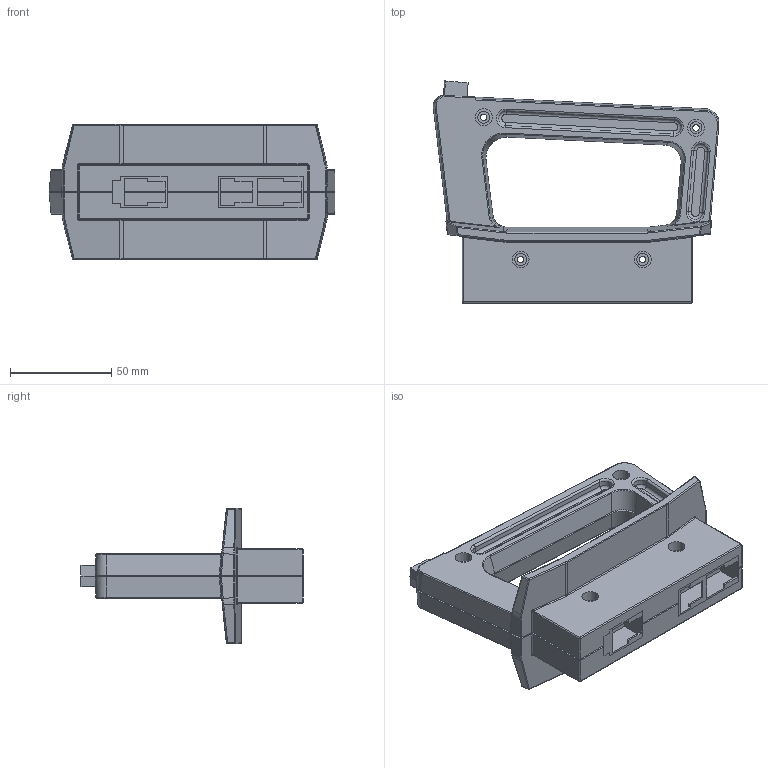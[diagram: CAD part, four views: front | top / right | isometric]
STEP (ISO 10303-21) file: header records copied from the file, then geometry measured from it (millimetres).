
FILE_DESCRIPTION((''),'2;1');
FILE_NAME('ASM0001_ASM','2022-07-06T13:09:05',('klemen.sitar'),('Audax d.o.o.'),'CREO PARAMETRIC BY PTC INC, 2021304','CREO PARAMETRIC BY PTC INC, 2021304','');
FILE_SCHEMA(('AP242_MANAGED_MODEL_BASED_3D_ENGINEERING_MIM_LF { 1 0 10303 442 1 1 4 }'));
Length unit declared in the file: millimetre
Products named in the file (6): PRT0001; MIRR; PRT0002; PRT0003; PRT0004; ASM0001_ASM
Assembly tree (5 placements, depth 2):
  ASM0001_ASM
    PRT0001
    MIRR
    PRT0002
    PRT0003
    PRT0004
Bounding box: 141.29 x 109.77 x 66.75 mm (x, y, z)
Volume: 206958.1 mm3; surface area: 73076.1 mm2
Topology: 9 solids, 9 shells, 418 faces, 1057 edges, 680 vertices
Faces by surface type: plane 168, cylinder 168, bspline 41, torus 29, sphere 12
Entity records: 21606 total; most frequent: CARTESIAN_POINT 5039, ORIENTED_EDGE 2070, DIRECTION 2027, PRESENTATION_STYLE_ASSIGNMENT 1487, STYLED_ITEM 1487, CURVE_STYLE 1060, EDGE_CURVE 1035, AXIS2_PLACEMENT_3D 714
